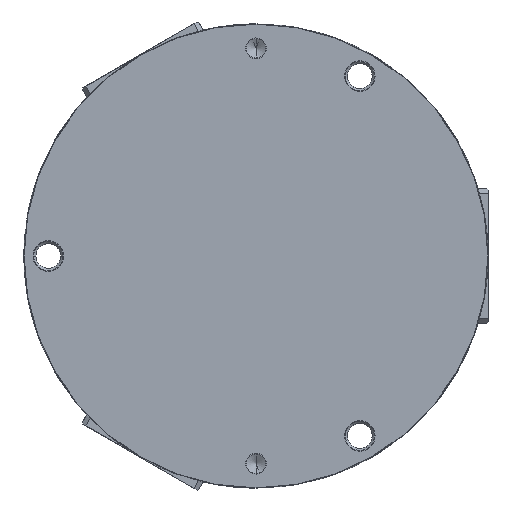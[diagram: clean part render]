
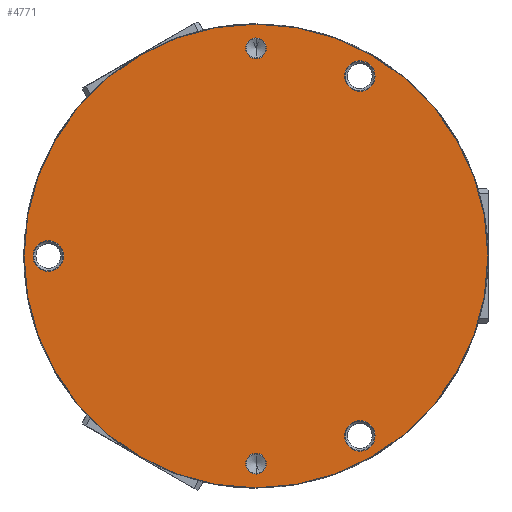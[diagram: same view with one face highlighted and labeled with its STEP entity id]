
A CAD part, front view. The second image highlights one B-rep face of the part: STEP entity #4771.
In plain terms, the highlighted planar face has unit normal (0, -1, 0).
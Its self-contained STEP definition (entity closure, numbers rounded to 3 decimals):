
#2197 = VERTEX_POINT( '', #6276 );
#2769 = VERTEX_POINT( '', #6917 );
#3103 = EDGE_CURVE( '', #5461, #5337, #7288, .T. );
#3127 = EDGE_CURVE( '', #2769, #3251, #7316, .T. );
#3213 = VERTEX_POINT( '', #7409 );
#3251 = VERTEX_POINT( '', #7450 );
#3437 = VERTEX_POINT( '', #7655 );
#3473 = EDGE_CURVE( '', #3547, #6021, #7698, .T. );
#3547 = VERTEX_POINT( '', #7780 );
#4075 = VERTEX_POINT( '', #8363 );
#4235 = VERTEX_POINT( '', #8542 );
#4559 = VERTEX_POINT( '', #8894 );
#4771 = ADVANCED_FACE( '', ( #9129, #9130, #9131, #9132, #9133, #9134 ), #9135, .F. );
#4833 = EDGE_CURVE( '', #6021, #3547, #9199, .T. );
#4865 = EDGE_CURVE( '', #4075, #4559, #9236, .T. );
#4885 = EDGE_CURVE( '', #4559, #4075, #9256, .T. );
#5019 = EDGE_CURVE( '', #3251, #2769, #9409, .T. );
#5337 = VERTEX_POINT( '', #9761 );
#5461 = VERTEX_POINT( '', #9898 );
#5505 = EDGE_CURVE( '', #5337, #5461, #9947, .T. );
#5507 = EDGE_CURVE( '', #3437, #3213, #9949, .T. );
#5697 = EDGE_CURVE( '', #2197, #4235, #10162, .T. );
#5935 = EDGE_CURVE( '', #3213, #3437, #10430, .T. );
#6021 = VERTEX_POINT( '', #10525 );
#6073 = EDGE_CURVE( '', #4235, #2197, #10585, .T. );
#6276 = CARTESIAN_POINT( '', ( -4.25, 0., -85. ) );
#6917 = CARTESIAN_POINT( '', ( 48.75, 0., 73.612 ) );
#7288 = CIRCLE( '', #12313, 6.25 );
#7316 = CIRCLE( '', #12347, 6.25 );
#7409 = CARTESIAN_POINT( '', ( -78.75, 0., 0. ) );
#7450 = CARTESIAN_POINT( '', ( 36.25, 0., 73.612 ) );
#7655 = CARTESIAN_POINT( '', ( -91.25, 0., 0. ) );
#7698 = CIRCLE( '', #12918, 4.25 );
#7780 = CARTESIAN_POINT( '', ( -4.25, 0., 85. ) );
#8363 = CARTESIAN_POINT( '', ( 94.9, 0., 0. ) );
#8542 = CARTESIAN_POINT( '', ( 4.25, 0., -85. ) );
#8894 = CARTESIAN_POINT( '', ( -94.9, 0., 0. ) );
#9129 = FACE_OUTER_BOUND( '', #14982, .T. );
#9130 = FACE_BOUND( '', #14983, .T. );
#9131 = FACE_BOUND( '', #14984, .T. );
#9132 = FACE_BOUND( '', #14985, .T. );
#9133 = FACE_BOUND( '', #14986, .T. );
#9134 = FACE_BOUND( '', #14987, .T. );
#9135 = PLANE( '', #14988 );
#9199 = CIRCLE( '', #15118, 4.25 );
#9236 = CIRCLE( '', #15165, 94.9 );
#9256 = CIRCLE( '', #15189, 94.9 );
#9409 = CIRCLE( '', #15398, 6.25 );
#9761 = CARTESIAN_POINT( '', ( 48.75, 0., -73.612 ) );
#9898 = CARTESIAN_POINT( '', ( 36.25, 0., -73.612 ) );
#9947 = CIRCLE( '', #16183, 6.25 );
#9949 = CIRCLE( '', #16186, 6.25 );
#10162 = CIRCLE( '', #16482, 4.25 );
#10430 = CIRCLE( '', #16844, 6.25 );
#10525 = CARTESIAN_POINT( '', ( 4.25, 0., 85. ) );
#10585 = CIRCLE( '', #17049, 4.25 );
#12313 = AXIS2_PLACEMENT_3D( '', #18467, #18468, #18469 );
#12347 = AXIS2_PLACEMENT_3D( '', #18502, #18503, #18504 );
#12918 = AXIS2_PLACEMENT_3D( '', #18937, #18938, #18939 );
#14982 = EDGE_LOOP( '', ( #20556, #20557 ) );
#14983 = EDGE_LOOP( '', ( #20558, #20559 ) );
#14984 = EDGE_LOOP( '', ( #20560, #20561 ) );
#14985 = EDGE_LOOP( '', ( #20562, #20563 ) );
#14986 = EDGE_LOOP( '', ( #20564, #20565 ) );
#14987 = EDGE_LOOP( '', ( #20566, #20567 ) );
#14988 = AXIS2_PLACEMENT_3D( '', #20568, #20569, #20570 );
#15118 = AXIS2_PLACEMENT_3D( '', #20607, #20608, #20609 );
#15165 = AXIS2_PLACEMENT_3D( '', #20651, #20652, #20653 );
#15189 = AXIS2_PLACEMENT_3D( '', #20658, #20659, #20660 );
#15398 = AXIS2_PLACEMENT_3D( '', #20845, #20846, #20847 );
#16183 = AXIS2_PLACEMENT_3D( '', #21452, #21453, #21454 );
#16186 = AXIS2_PLACEMENT_3D( '', #21455, #21456, #21457 );
#16482 = AXIS2_PLACEMENT_3D( '', #21707, #21708, #21709 );
#16844 = AXIS2_PLACEMENT_3D( '', #22009, #22010, #22011 );
#17049 = AXIS2_PLACEMENT_3D( '', #22208, #22209, #22210 );
#18467 = CARTESIAN_POINT( '', ( 42.5, 0., -73.612 ) );
#18468 = DIRECTION( '', ( 0., 1., 0. ) );
#18469 = DIRECTION( '', ( 1., 0., 0. ) );
#18502 = CARTESIAN_POINT( '', ( 42.5, 0., 73.612 ) );
#18503 = DIRECTION( '', ( 0., 1., 0. ) );
#18504 = DIRECTION( '', ( 1., 0., 0. ) );
#18937 = CARTESIAN_POINT( '', ( 0., 0., 85. ) );
#18938 = DIRECTION( '', ( 0., 1., 0. ) );
#18939 = DIRECTION( '', ( 1., 0., 0. ) );
#20556 = ORIENTED_EDGE( '', *, *, #4865, .F. );
#20557 = ORIENTED_EDGE( '', *, *, #4885, .F. );
#20558 = ORIENTED_EDGE( '', *, *, #3127, .T. );
#20559 = ORIENTED_EDGE( '', *, *, #5019, .T. );
#20560 = ORIENTED_EDGE( '', *, *, #5505, .T. );
#20561 = ORIENTED_EDGE( '', *, *, #3103, .T. );
#20562 = ORIENTED_EDGE( '', *, *, #4833, .T. );
#20563 = ORIENTED_EDGE( '', *, *, #3473, .T. );
#20564 = ORIENTED_EDGE( '', *, *, #6073, .T. );
#20565 = ORIENTED_EDGE( '', *, *, #5697, .T. );
#20566 = ORIENTED_EDGE( '', *, *, #5935, .T. );
#20567 = ORIENTED_EDGE( '', *, *, #5507, .T. );
#20568 = CARTESIAN_POINT( '', ( 0., 0., 0. ) );
#20569 = DIRECTION( '', ( 0., 1., 0. ) );
#20570 = DIRECTION( '', ( 0., 0., 1. ) );
#20607 = CARTESIAN_POINT( '', ( 0., 0., 85. ) );
#20608 = DIRECTION( '', ( 0., 1., 0. ) );
#20609 = DIRECTION( '', ( 1., 0., 0. ) );
#20651 = CARTESIAN_POINT( '', ( 0., 0., 0. ) );
#20652 = DIRECTION( '', ( 0., 1., 0. ) );
#20653 = DIRECTION( '', ( 1., 0., 0. ) );
#20658 = CARTESIAN_POINT( '', ( 0., 0., 0. ) );
#20659 = DIRECTION( '', ( 0., 1., 0. ) );
#20660 = DIRECTION( '', ( 1., 0., 0. ) );
#20845 = CARTESIAN_POINT( '', ( 42.5, 0., 73.612 ) );
#20846 = DIRECTION( '', ( 0., 1., 0. ) );
#20847 = DIRECTION( '', ( 1., 0., 0. ) );
#21452 = CARTESIAN_POINT( '', ( 42.5, 0., -73.612 ) );
#21453 = DIRECTION( '', ( 0., 1., 0. ) );
#21454 = DIRECTION( '', ( 1., 0., 0. ) );
#21455 = CARTESIAN_POINT( '', ( -85., 0., 0. ) );
#21456 = DIRECTION( '', ( 0., 1., 0. ) );
#21457 = DIRECTION( '', ( 1., 0., 0. ) );
#21707 = CARTESIAN_POINT( '', ( 0., 0., -85. ) );
#21708 = DIRECTION( '', ( 0., 1., 0. ) );
#21709 = DIRECTION( '', ( 1., 0., 0. ) );
#22009 = CARTESIAN_POINT( '', ( -85., 0., 0. ) );
#22010 = DIRECTION( '', ( 0., 1., 0. ) );
#22011 = DIRECTION( '', ( 1., 0., 0. ) );
#22208 = CARTESIAN_POINT( '', ( 0., 0., -85. ) );
#22209 = DIRECTION( '', ( 0., 1., 0. ) );
#22210 = DIRECTION( '', ( 1., 0., 0. ) );
